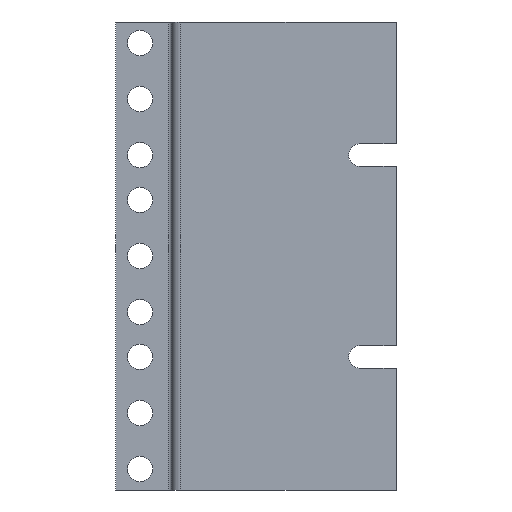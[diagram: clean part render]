
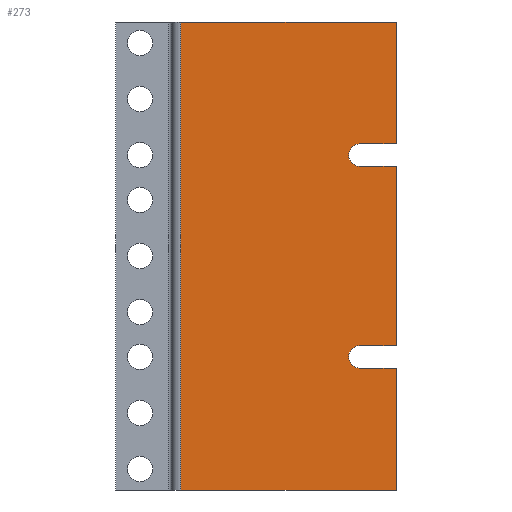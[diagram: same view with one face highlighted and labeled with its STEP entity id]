
A CAD part, front view. The second image highlights one B-rep face of the part: STEP entity #273.
In plain terms, the highlighted planar face has unit normal (0, -1, 0).
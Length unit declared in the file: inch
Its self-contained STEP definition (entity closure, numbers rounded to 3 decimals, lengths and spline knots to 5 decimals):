
#7 = LINE ( 'NONE', #610, #884 ) ;
#9 = DIRECTION ( 'NONE',  ( 0., -1., 0. ) ) ;
#13 = VERTEX_POINT ( 'NONE', #87 ) ;
#16 = LINE ( 'NONE', #335, #654 ) ;
#33 = EDGE_CURVE ( 'NONE', #1002, #319, #970, .T. ) ;
#36 = LINE ( 'NONE', #257, #953 ) ;
#87 = CARTESIAN_POINT ( 'NONE',  ( 1.5625, 0., 1.25 ) ) ;
#89 = EDGE_CURVE ( 'NONE', #245, #367, #935, .T. ) ;
#98 = VERTEX_POINT ( 'NONE', #663 ) ;
#102 = LINE ( 'NONE', #584, #707 ) ;
#103 = ORIENTED_EDGE ( 'NONE', *, *, #377, .F. ) ;
#112 = AXIS2_PLACEMENT_3D ( 'NONE', #115, #128, #595 ) ;
#114 = DIRECTION ( 'NONE',  ( -1., 0., 0. ) ) ;
#115 = CARTESIAN_POINT ( 'NONE',  ( -1.5625, 0., 2.609 ) ) ;
#128 = DIRECTION ( 'NONE',  ( 0., 1., 0. ) ) ;
#144 = CARTESIAN_POINT ( 'NONE',  ( -0.83769, 0., 2.609 ) ) ;
#148 = CARTESIAN_POINT ( 'NONE',  ( 1.1565, 0., 1.125 ) ) ;
#150 = DIRECTION ( 'NONE',  ( -1., 0., 0. ) ) ;
#168 = EDGE_CURVE ( 'NONE', #319, #1009, #102, .T. ) ;
#183 = DIRECTION ( 'NONE',  ( 0., 0., -1. ) ) ;
#195 = EDGE_CURVE ( 'NONE', #367, #871, #16, .T. ) ;
#197 = FACE_OUTER_BOUND ( 'NONE', #480, .T. ) ;
#208 = ORIENTED_EDGE ( 'NONE', *, *, #354, .F. ) ;
#222 = LINE ( 'NONE', #541, #869 ) ;
#229 = CARTESIAN_POINT ( 'NONE',  ( -1.5625, 0., 2.609 ) ) ;
#245 = VERTEX_POINT ( 'NONE', #436 ) ;
#247 = VECTOR ( 'NONE', #114, 39.37008 ) ;
#257 = CARTESIAN_POINT ( 'NONE',  ( 1.5625, 0., 2.609 ) ) ;
#263 = CARTESIAN_POINT ( 'NONE',  ( -0.83769, 0., -2.609 ) ) ;
#273 = ADVANCED_FACE ( 'NONE', ( #197 ), #294, .F. ) ;
#294 = PLANE ( 'NONE',  #112 ) ;
#319 = VERTEX_POINT ( 'NONE', #518 ) ;
#324 = ORIENTED_EDGE ( 'NONE', *, *, #739, .F. ) ;
#335 = CARTESIAN_POINT ( 'NONE',  ( -1.5625, 0., -1.25 ) ) ;
#354 = EDGE_CURVE ( 'NONE', #529, #466, #774, .T. ) ;
#367 = VERTEX_POINT ( 'NONE', #463 ) ;
#377 = EDGE_CURVE ( 'NONE', #871, #98, #222, .T. ) ;
#396 = ORIENTED_EDGE ( 'NONE', *, *, #967, .F. ) ;
#419 = EDGE_CURVE ( 'NONE', #466, #13, #7, .T. ) ;
#427 = AXIS2_PLACEMENT_3D ( 'NONE', #957, #660, #183 ) ;
#436 = CARTESIAN_POINT ( 'NONE',  ( 1.1565, 0., -1. ) ) ;
#461 = VERTEX_POINT ( 'NONE', #627 ) ;
#463 = CARTESIAN_POINT ( 'NONE',  ( 1.1565, 0., -1.25 ) ) ;
#466 = VERTEX_POINT ( 'NONE', #763 ) ;
#472 = ORIENTED_EDGE ( 'NONE', *, *, #33, .F. ) ;
#477 = CARTESIAN_POINT ( 'NONE',  ( 1.1565, 0., 1.25 ) ) ;
#480 = EDGE_LOOP ( 'NONE', ( #597, #472, #324, #552, #208, #396, #792, #103, #870, #555, #993, #939 ) ) ;
#486 = DIRECTION ( 'NONE',  ( 0., 0., -1. ) ) ;
#488 = VECTOR ( 'NONE', #692, 39.37008 ) ;
#490 = CARTESIAN_POINT ( 'NONE',  ( 1.5625, 0., 1. ) ) ;
#518 = CARTESIAN_POINT ( 'NONE',  ( 1.1565, 0., 1. ) ) ;
#525 = EDGE_CURVE ( 'NONE', #461, #245, #587, .T. ) ;
#529 = VERTEX_POINT ( 'NONE', #569 ) ;
#539 = VERTEX_POINT ( 'NONE', #263 ) ;
#541 = CARTESIAN_POINT ( 'NONE',  ( 1.5625, 0., 2.609 ) ) ;
#544 = LINE ( 'NONE', #928, #720 ) ;
#552 = ORIENTED_EDGE ( 'NONE', *, *, #419, .F. ) ;
#555 = ORIENTED_EDGE ( 'NONE', *, *, #89, .F. ) ;
#556 = AXIS2_PLACEMENT_3D ( 'NONE', #148, #9, #952 ) ;
#557 = EDGE_CURVE ( 'NONE', #1009, #461, #36, .T. ) ;
#569 = CARTESIAN_POINT ( 'NONE',  ( -0.83769, 0., 2.609 ) ) ;
#584 = CARTESIAN_POINT ( 'NONE',  ( -1.5625, 0., 1. ) ) ;
#587 = LINE ( 'NONE', #817, #247 ) ;
#595 = DIRECTION ( 'NONE',  ( 0., 0., 1. ) ) ;
#597 = ORIENTED_EDGE ( 'NONE', *, *, #168, .F. ) ;
#610 = CARTESIAN_POINT ( 'NONE',  ( 1.5625, 0., 2.609 ) ) ;
#627 = CARTESIAN_POINT ( 'NONE',  ( 1.5625, 0., -1. ) ) ;
#654 = VECTOR ( 'NONE', #966, 39.37008 ) ;
#660 = DIRECTION ( 'NONE',  ( 0., -1., 0. ) ) ;
#663 = CARTESIAN_POINT ( 'NONE',  ( 1.5625, 0., -2.609 ) ) ;
#692 = DIRECTION ( 'NONE',  ( 1., 0., 0. ) ) ;
#697 = DIRECTION ( 'NONE',  ( 0., 0., -1. ) ) ;
#707 = VECTOR ( 'NONE', #814, 39.37008 ) ;
#717 = DIRECTION ( 'NONE',  ( 0., 0., -1. ) ) ;
#720 = VECTOR ( 'NONE', #150, 39.37008 ) ;
#739 = EDGE_CURVE ( 'NONE', #13, #1002, #833, .T. ) ;
#763 = CARTESIAN_POINT ( 'NONE',  ( 1.5625, 0., 2.609 ) ) ;
#773 = DIRECTION ( 'NONE',  ( 0., 0., 1. ) ) ;
#774 = LINE ( 'NONE', #229, #488 ) ;
#792 = ORIENTED_EDGE ( 'NONE', *, *, #943, .F. ) ;
#814 = DIRECTION ( 'NONE',  ( 1., 0., 0. ) ) ;
#817 = CARTESIAN_POINT ( 'NONE',  ( -1.5625, 0., -1. ) ) ;
#823 = VECTOR ( 'NONE', #773, 39.37008 ) ;
#824 = CARTESIAN_POINT ( 'NONE',  ( -1.5625, 0., 1.25 ) ) ;
#833 = LINE ( 'NONE', #824, #896 ) ;
#840 = DIRECTION ( 'NONE',  ( -1., 0., 0. ) ) ;
#869 = VECTOR ( 'NONE', #717, 39.37008 ) ;
#870 = ORIENTED_EDGE ( 'NONE', *, *, #195, .F. ) ;
#871 = VERTEX_POINT ( 'NONE', #940 ) ;
#884 = VECTOR ( 'NONE', #697, 39.37008 ) ;
#896 = VECTOR ( 'NONE', #840, 39.37008 ) ;
#928 = CARTESIAN_POINT ( 'NONE',  ( -1.5625, 0., -2.609 ) ) ;
#935 = CIRCLE ( 'NONE', #427, 0.125 ) ;
#939 = ORIENTED_EDGE ( 'NONE', *, *, #557, .F. ) ;
#940 = CARTESIAN_POINT ( 'NONE',  ( 1.5625, 0., -1.25 ) ) ;
#943 = EDGE_CURVE ( 'NONE', #98, #539, #544, .T. ) ;
#952 = DIRECTION ( 'NONE',  ( 0., 0., -1. ) ) ;
#953 = VECTOR ( 'NONE', #486, 39.37008 ) ;
#957 = CARTESIAN_POINT ( 'NONE',  ( 1.1565, 0., -1.125 ) ) ;
#966 = DIRECTION ( 'NONE',  ( 1., 0., 0. ) ) ;
#967 = EDGE_CURVE ( 'NONE', #539, #529, #1011, .T. ) ;
#970 = CIRCLE ( 'NONE', #556, 0.125 ) ;
#993 = ORIENTED_EDGE ( 'NONE', *, *, #525, .F. ) ;
#1002 = VERTEX_POINT ( 'NONE', #477 ) ;
#1009 = VERTEX_POINT ( 'NONE', #490 ) ;
#1011 = LINE ( 'NONE', #144, #823 ) ;
